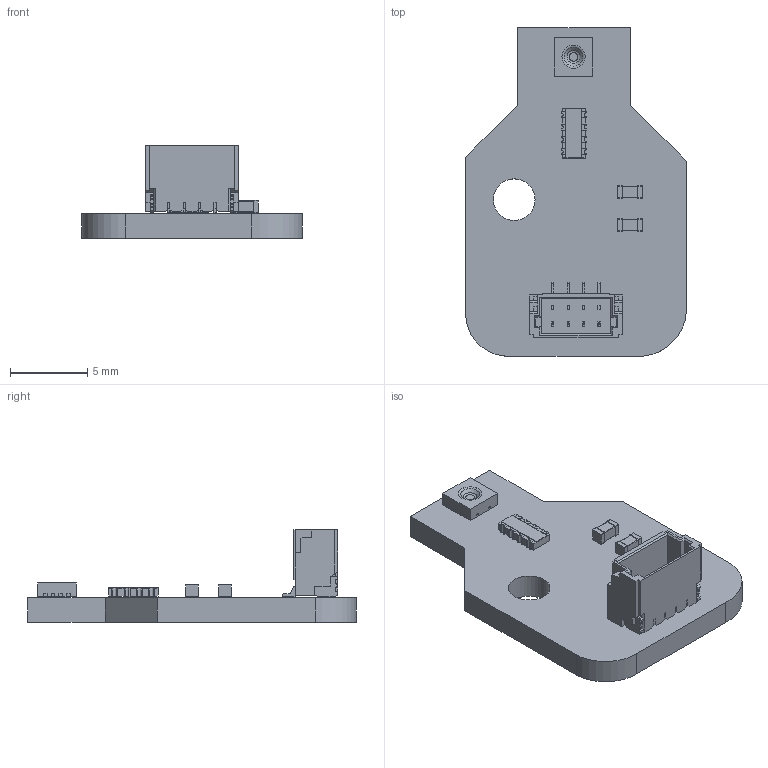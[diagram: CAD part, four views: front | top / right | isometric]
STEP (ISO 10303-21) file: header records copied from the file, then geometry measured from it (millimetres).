
FILE_DESCRIPTION(/* description */ ('KiCad electronic assembly','CAx-IF Rec.Pracs.---Representation and Presentation of Product Manufacturing Information (PMI)---4.0---2014-10-13'),/* implementation_level */ '2;1');
FILE_NAME(/* name */ 'SHT31-D Rev.B_.step',/* time_stamp */ '2025-03-03T08:39:41+01:00',/* author */ (''),/* organization */ (''),/* preprocessor_version */ 'ST-DEVELOPER v20',/* originating_system */ 'Autodesk Translation Framework v13.20.0.188',/* authorisation */ '');
FILE_SCHEMA (('AP242_MANAGED_MODEL_BASED_3D_ENGINEERING_MIM_LF { 1 0 10303 442 1 1 4 }'));
Length unit declared in the file: millimetre
Products named in the file (10): Titan Astro SkyCamOne SHT31-D Qiick Breakout 1; Sensirion_Humidity_SHT3x_STEP-file; 101742; R_Array_Concave_4x0603; R_Array_Concave_4x0603_1; C_0603_1608Metric; C_0603_1608Metric_1; BM04B-SRSS-TB; BM04B-SRSS-TBT(LF)(SN); Titan Astro SkyCamOne SHT31-D Qiick Breakout_PCB
Assembly tree (10 placements, depth 3):
  Titan Astro SkyCamOne SHT31-D Qiick Breakout 1
    C_0603_1608Metric  x2
      C_0603_1608Metric_1
    Sensirion_Humidity_SHT3x_STEP-file
      101742
    R_Array_Concave_4x0603
      R_Array_Concave_4x0603_1
    BM04B-SRSS-TB
      BM04B-SRSS-TBT(LF)(SN)
    Titan Astro SkyCamOne SHT31-D Qiick Breakout_PCB
Bounding box: 14.29 x 21.27 x 6 mm (x, y, z)
Volume: 442.7 mm3; surface area: 875.4 mm2
Topology: 29 solids, 29 shells, 578 faces, 1481 edges, 975 vertices
Faces by surface type: plane 463, cylinder 112, torus 2, cone 1
Full cylindrical faces by diameter (mm): 1.5 x1, 2.7 x1
Entity records: 17348 total; most frequent: CARTESIAN_POINT 3322, ORIENTED_EDGE 2818, DIRECTION 2690, EDGE_CURVE 1409, LINE 1204, VECTOR 1204, VERTEX_POINT 927, AXIS2_PLACEMENT_3D 743
